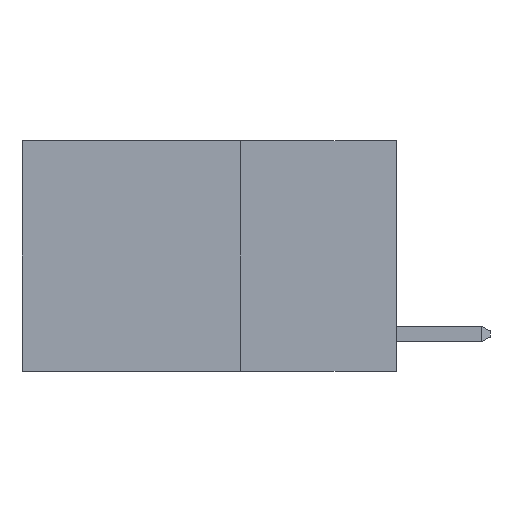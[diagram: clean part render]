
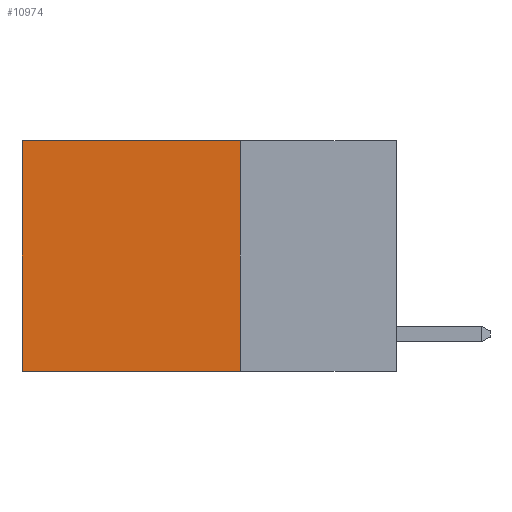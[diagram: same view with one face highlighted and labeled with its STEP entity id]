
A CAD part, left-side view. The second image highlights one B-rep face of the part: STEP entity #10974.
In plain terms, the highlighted planar face has unit normal (-1, 0, 0).
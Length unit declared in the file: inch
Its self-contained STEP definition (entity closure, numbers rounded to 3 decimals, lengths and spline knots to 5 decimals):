
#652 = EDGE_LOOP ( 'NONE', ( #7233, #4460, #1158, #7923 ) ) ;
#1158 = ORIENTED_EDGE ( 'NONE', *, *, #3402, .F. ) ;
#1600 = PLANE ( 'NONE',  #2906 ) ;
#2243 = CARTESIAN_POINT ( 'NONE',  ( 0.2625, 0.25, 0. ) ) ;
#2348 = VERTEX_POINT ( 'NONE', #10338 ) ;
#2511 = DIRECTION ( 'NONE',  ( 1., 0., 0. ) ) ;
#2694 = LINE ( 'NONE', #4664, #9344 ) ;
#2906 = AXIS2_PLACEMENT_3D ( 'NONE', #7719, #2511, #8568 ) ;
#3363 = DIRECTION ( 'NONE',  ( 0., 0., -1. ) ) ;
#3402 = EDGE_CURVE ( 'NONE', #10093, #3472, #7282, .T. ) ;
#3472 = VERTEX_POINT ( 'NONE', #9068 ) ;
#4042 = VECTOR ( 'NONE', #5626, 39.37008 ) ;
#4460 = ORIENTED_EDGE ( 'NONE', *, *, #9901, .F. ) ;
#4664 = CARTESIAN_POINT ( 'NONE',  ( 0.2625, 0.25, 0. ) ) ;
#4752 = CARTESIAN_POINT ( 'NONE',  ( 0.2625, 0.25, -0.37 ) ) ;
#4915 = CARTESIAN_POINT ( 'NONE',  ( 0.2625, 0.6, -0.37 ) ) ;
#4999 = VERTEX_POINT ( 'NONE', #4915 ) ;
#5001 = VECTOR ( 'NONE', #8952, 39.37008 ) ;
#5626 = DIRECTION ( 'NONE',  ( 0., 1., 0. ) ) ;
#5826 = LINE ( 'NONE', #7704, #8079 ) ;
#6606 = LINE ( 'NONE', #4752, #4042 ) ;
#6869 = FACE_OUTER_BOUND ( 'NONE', #652, .T. ) ;
#6947 = EDGE_CURVE ( 'NONE', #10093, #2348, #2694, .T. ) ;
#7233 = ORIENTED_EDGE ( 'NONE', *, *, #9441, .T. ) ;
#7282 = LINE ( 'NONE', #8097, #5001 ) ;
#7704 = CARTESIAN_POINT ( 'NONE',  ( 0.2625, 0.6, 0. ) ) ;
#7719 = CARTESIAN_POINT ( 'NONE',  ( 0.2625, 0.25, 0. ) ) ;
#7923 = ORIENTED_EDGE ( 'NONE', *, *, #6947, .T. ) ;
#8079 = VECTOR ( 'NONE', #3363, 39.37008 ) ;
#8097 = CARTESIAN_POINT ( 'NONE',  ( 0.2625, 0.25, 0. ) ) ;
#8568 = DIRECTION ( 'NONE',  ( 0., 0., -1. ) ) ;
#8952 = DIRECTION ( 'NONE',  ( 0., 0., -1. ) ) ;
#9068 = CARTESIAN_POINT ( 'NONE',  ( 0.2625, 0.25, -0.37 ) ) ;
#9344 = VECTOR ( 'NONE', #9784, 39.37008 ) ;
#9441 = EDGE_CURVE ( 'NONE', #2348, #4999, #5826, .T. ) ;
#9784 = DIRECTION ( 'NONE',  ( 0., 1., 0. ) ) ;
#9901 = EDGE_CURVE ( 'NONE', #3472, #4999, #6606, .T. ) ;
#10093 = VERTEX_POINT ( 'NONE', #2243 ) ;
#10338 = CARTESIAN_POINT ( 'NONE',  ( 0.2625, 0.6, 0. ) ) ;
#10974 = ADVANCED_FACE ( 'NONE', ( #6869 ), #1600, .F. ) ;
